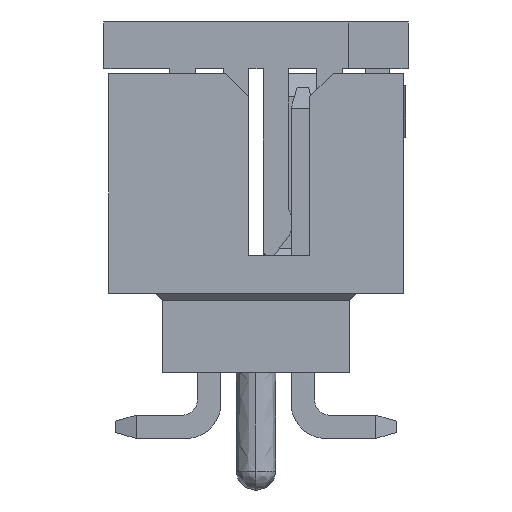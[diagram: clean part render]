
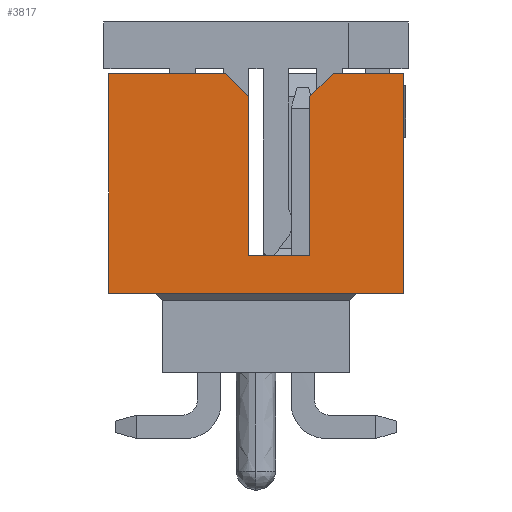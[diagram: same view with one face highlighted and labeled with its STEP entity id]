
A CAD part, left-side view. The second image highlights one B-rep face of the part: STEP entity #3817.
In plain terms, the highlighted planar face has unit normal (-1, 0, 0).
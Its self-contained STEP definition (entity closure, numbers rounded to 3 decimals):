
#3566=CARTESIAN_POINT('',(-11.325,3.15,4.7));
#3567=VERTEX_POINT('',#3566);
#3575=CARTESIAN_POINT('',(-11.325,3.15,0.));
#3576=VERTEX_POINT('',#3575);
#3583=CARTESIAN_POINT('',(-11.325,3.15,0.));
#3584=DIRECTION('',(0.,0.,1.));
#3585=VECTOR('',#3584,4.7);
#3586=LINE('',#3583,#3585);
#3587=EDGE_CURVE('',#3576,#3567,#3586,.T.);
#3597=CARTESIAN_POINT('',(-11.325,0.65,4.7));
#3598=VERTEX_POINT('',#3597);
#3599=CARTESIAN_POINT('',(-11.325,3.15,4.7));
#3600=DIRECTION('',(0.,-1.,0.));
#3601=VECTOR('',#3600,2.5);
#3602=LINE('',#3599,#3601);
#3603=EDGE_CURVE('',#3567,#3598,#3602,.T.);
#3666=CARTESIAN_POINT('',(-11.325,-3.15,4.7));
#3667=VERTEX_POINT('',#3666);
#3674=CARTESIAN_POINT('',(-11.325,-3.15,0.));
#3675=VERTEX_POINT('',#3674);
#3676=CARTESIAN_POINT('',(-11.325,-3.15,4.7));
#3677=DIRECTION('',(0.,0.,-1.));
#3678=VECTOR('',#3677,4.7);
#3679=LINE('',#3676,#3678);
#3680=EDGE_CURVE('',#3667,#3675,#3679,.T.);
#3725=CARTESIAN_POINT('',(-11.325,-3.15,0.));
#3726=DIRECTION('',(0.,1.,0.));
#3727=VECTOR('',#3726,6.3);
#3728=LINE('',#3725,#3727);
#3729=EDGE_CURVE('',#3675,#3576,#3728,.T.);
#3760=CARTESIAN_POINT('',(-11.325,3.15,4.7));
#3761=DIRECTION('',(0.,0.,-1.));
#3762=DIRECTION('',(-1.,-0.,-0.));
#3763=AXIS2_PLACEMENT_3D('',#3760,#3762,#3761);
#3764=PLANE('',#3763);
#3765=CARTESIAN_POINT('',(-11.325,-1.65,4.7));
#3766=VERTEX_POINT('',#3765);
#3767=CARTESIAN_POINT('',(-11.325,-1.15,4.2));
#3768=VERTEX_POINT('',#3767);
#3769=CARTESIAN_POINT('',(-11.325,-1.65,4.7));
#3770=DIRECTION('',(0.,0.707,-0.707));
#3771=VECTOR('',#3770,0.707);
#3772=LINE('',#3769,#3771);
#3773=EDGE_CURVE('',#3766,#3768,#3772,.T.);
#3774=ORIENTED_EDGE('',*,*,#3773,.T.);
#3775=CARTESIAN_POINT('',(-11.325,-1.15,0.8));
#3776=VERTEX_POINT('',#3775);
#3777=CARTESIAN_POINT('',(-11.325,-1.15,4.2));
#3778=DIRECTION('',(0.,0.,-1.));
#3779=VECTOR('',#3778,3.4);
#3780=LINE('',#3777,#3779);
#3781=EDGE_CURVE('',#3768,#3776,#3780,.T.);
#3782=ORIENTED_EDGE('',*,*,#3781,.T.);
#3783=CARTESIAN_POINT('',(-11.325,0.15,0.8));
#3784=VERTEX_POINT('',#3783);
#3785=CARTESIAN_POINT('',(-11.325,0.15,0.8));
#3786=DIRECTION('',(0.,-1.,0.));
#3787=VECTOR('',#3786,1.3);
#3788=LINE('',#3785,#3787);
#3789=EDGE_CURVE('',#3784,#3776,#3788,.T.);
#3790=ORIENTED_EDGE('',*,*,#3789,.F.);
#3791=CARTESIAN_POINT('',(-11.325,0.15,4.2));
#3792=VERTEX_POINT('',#3791);
#3793=CARTESIAN_POINT('',(-11.325,0.15,0.8));
#3794=DIRECTION('',(0.,0.,1.));
#3795=VECTOR('',#3794,3.4);
#3796=LINE('',#3793,#3795);
#3797=EDGE_CURVE('',#3784,#3792,#3796,.T.);
#3798=ORIENTED_EDGE('',*,*,#3797,.T.);
#3799=CARTESIAN_POINT('',(-11.325,0.15,4.2));
#3800=DIRECTION('',(0.,0.707,0.707));
#3801=VECTOR('',#3800,0.707);
#3802=LINE('',#3799,#3801);
#3803=EDGE_CURVE('',#3792,#3598,#3802,.T.);
#3804=ORIENTED_EDGE('',*,*,#3803,.T.);
#3805=ORIENTED_EDGE('',*,*,#3603,.F.);
#3806=ORIENTED_EDGE('',*,*,#3587,.F.);
#3807=ORIENTED_EDGE('',*,*,#3729,.F.);
#3808=ORIENTED_EDGE('',*,*,#3680,.F.);
#3809=CARTESIAN_POINT('',(-11.325,-3.15,4.7));
#3810=DIRECTION('',(0.,1.,0.));
#3811=VECTOR('',#3810,1.5);
#3812=LINE('',#3809,#3811);
#3813=EDGE_CURVE('',#3667,#3766,#3812,.T.);
#3814=ORIENTED_EDGE('',*,*,#3813,.T.);
#3815=EDGE_LOOP('',(#3774,#3782,#3790,#3798,#3804,#3805,#3806,#3807,#3808,#3814));
#3816=FACE_OUTER_BOUND('',#3815,.T.);
#3817=ADVANCED_FACE('',(#3816),#3764,.T.);
